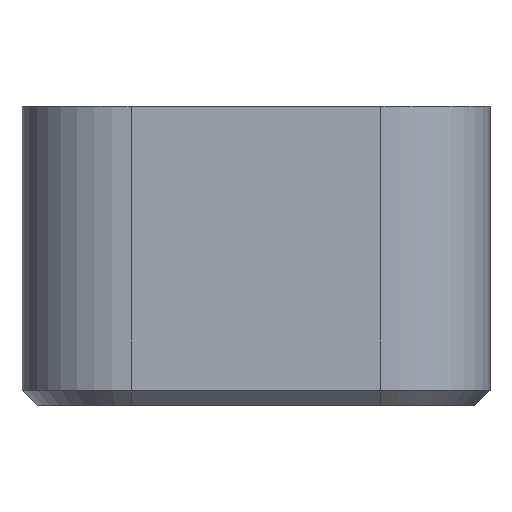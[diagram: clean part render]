
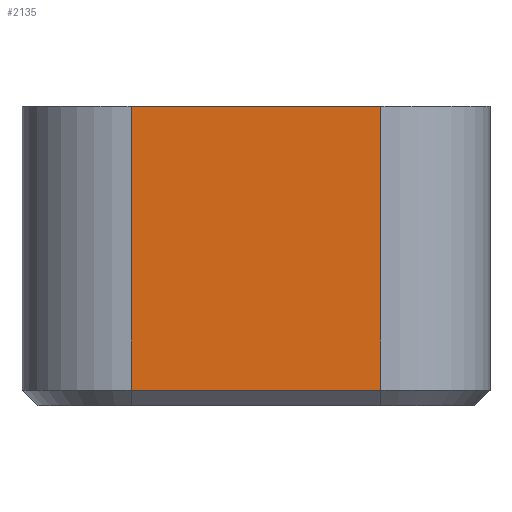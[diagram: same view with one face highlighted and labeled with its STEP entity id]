
A CAD part, left-side view. The second image highlights one B-rep face of the part: STEP entity #2135.
In plain terms, the highlighted planar face has unit normal (-1, 0, 0).
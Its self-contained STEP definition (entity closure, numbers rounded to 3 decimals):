
#128 = PLANE('',#129);
#129 = AXIS2_PLACEMENT_3D('',#130,#131,#132);
#130 = CARTESIAN_POINT('',(33.5,-35.,19.2));
#131 = DIRECTION('',(0.,0.,1.));
#132 = DIRECTION('',(1.,0.,0.));
#156 = CYLINDRICAL_SURFACE('',#157,7.);
#157 = AXIS2_PLACEMENT_3D('',#158,#159,#160);
#158 = CARTESIAN_POINT('',(7.,-27.,0.));
#159 = DIRECTION('',(0.,0.,1.));
#160 = DIRECTION('',(-1.,0.,0.));
#920 = VERTEX_POINT('',#921);
#921 = CARTESIAN_POINT('',(0.,-27.,19.2));
#947 = EDGE_CURVE('',#920,#948,#950,.T.);
#948 = VERTEX_POINT('',#949);
#949 = CARTESIAN_POINT('',(0.,-43.,19.2));
#950 = SURFACE_CURVE('',#951,(#955,#962),.PCURVE_S1.);
#951 = LINE('',#952,#953);
#952 = CARTESIAN_POINT('',(0.,-20.,19.2));
#953 = VECTOR('',#954,1.);
#954 = DIRECTION('',(0.,-1.,0.));
#955 = PCURVE('',#128,#956);
#956 = DEFINITIONAL_REPRESENTATION('',(#957),#961);
#957 = LINE('',#958,#959);
#958 = CARTESIAN_POINT('',(-33.5,15.));
#959 = VECTOR('',#960,1.);
#960 = DIRECTION('',(0.,-1.));
#961 = ( GEOMETRIC_REPRESENTATION_CONTEXT(2) 
PARAMETRIC_REPRESENTATION_CONTEXT() REPRESENTATION_CONTEXT('2D SPACE',''
  ) );
#962 = PCURVE('',#963,#968);
#963 = PLANE('',#964);
#964 = AXIS2_PLACEMENT_3D('',#965,#966,#967);
#965 = CARTESIAN_POINT('',(0.,-20.,0.));
#966 = DIRECTION('',(1.,0.,0.));
#967 = DIRECTION('',(0.,-1.,0.));
#968 = DEFINITIONAL_REPRESENTATION('',(#969),#973);
#969 = LINE('',#970,#971);
#970 = CARTESIAN_POINT('',(0.,-19.2));
#971 = VECTOR('',#972,1.);
#972 = DIRECTION('',(1.,0.));
#973 = ( GEOMETRIC_REPRESENTATION_CONTEXT(2) 
PARAMETRIC_REPRESENTATION_CONTEXT() REPRESENTATION_CONTEXT('2D SPACE',''
  ) );
#996 = CYLINDRICAL_SURFACE('',#997,7.);
#997 = AXIS2_PLACEMENT_3D('',#998,#999,#1000);
#998 = CARTESIAN_POINT('',(7.,-43.,0.));
#999 = DIRECTION('',(0.,0.,1.));
#1000 = DIRECTION('',(0.,-1.,0.));
#1144 = EDGE_CURVE('',#1145,#920,#1147,.T.);
#1145 = VERTEX_POINT('',#1146);
#1146 = CARTESIAN_POINT('',(0.,-27.,1.));
#1147 = SURFACE_CURVE('',#1148,(#1152,#1159),.PCURVE_S1.);
#1148 = LINE('',#1149,#1150);
#1149 = CARTESIAN_POINT('',(0.,-27.,0.));
#1150 = VECTOR('',#1151,1.);
#1151 = DIRECTION('',(0.,0.,1.));
#1152 = PCURVE('',#156,#1153);
#1153 = DEFINITIONAL_REPRESENTATION('',(#1154),#1158);
#1154 = LINE('',#1155,#1156);
#1155 = CARTESIAN_POINT('',(-0.,0.));
#1156 = VECTOR('',#1157,1.);
#1157 = DIRECTION('',(-0.,1.));
#1158 = ( GEOMETRIC_REPRESENTATION_CONTEXT(2) 
PARAMETRIC_REPRESENTATION_CONTEXT() REPRESENTATION_CONTEXT('2D SPACE',''
  ) );
#1159 = PCURVE('',#963,#1160);
#1160 = DEFINITIONAL_REPRESENTATION('',(#1161),#1165);
#1161 = LINE('',#1162,#1163);
#1162 = CARTESIAN_POINT('',(7.,0.));
#1163 = VECTOR('',#1164,1.);
#1164 = DIRECTION('',(0.,-1.));
#1165 = ( GEOMETRIC_REPRESENTATION_CONTEXT(2) 
PARAMETRIC_REPRESENTATION_CONTEXT() REPRESENTATION_CONTEXT('2D SPACE',''
  ) );
#1266 = PLANE('',#1267);
#1267 = AXIS2_PLACEMENT_3D('',#1268,#1269,#1270);
#1268 = CARTESIAN_POINT('',(0.5,-27.,0.5));
#1269 = DIRECTION('',(-0.707,0.,-0.707));
#1270 = DIRECTION('',(0.,1.,0.));
#2135 = ADVANCED_FACE('',(#2136),#963,.F.);
#2136 = FACE_BOUND('',#2137,.F.);
#2137 = EDGE_LOOP('',(#2138,#2139,#2140,#2163));
#2138 = ORIENTED_EDGE('',*,*,#1144,.T.);
#2139 = ORIENTED_EDGE('',*,*,#947,.T.);
#2140 = ORIENTED_EDGE('',*,*,#2141,.F.);
#2141 = EDGE_CURVE('',#2142,#948,#2144,.T.);
#2142 = VERTEX_POINT('',#2143);
#2143 = CARTESIAN_POINT('',(0.,-43.,1.));
#2144 = SURFACE_CURVE('',#2145,(#2149,#2156),.PCURVE_S1.);
#2145 = LINE('',#2146,#2147);
#2146 = CARTESIAN_POINT('',(0.,-43.,0.));
#2147 = VECTOR('',#2148,1.);
#2148 = DIRECTION('',(0.,0.,1.));
#2149 = PCURVE('',#963,#2150);
#2150 = DEFINITIONAL_REPRESENTATION('',(#2151),#2155);
#2151 = LINE('',#2152,#2153);
#2152 = CARTESIAN_POINT('',(23.,0.));
#2153 = VECTOR('',#2154,1.);
#2154 = DIRECTION('',(0.,-1.));
#2155 = ( GEOMETRIC_REPRESENTATION_CONTEXT(2) 
PARAMETRIC_REPRESENTATION_CONTEXT() REPRESENTATION_CONTEXT('2D SPACE',''
  ) );
#2156 = PCURVE('',#996,#2157);
#2157 = DEFINITIONAL_REPRESENTATION('',(#2158),#2162);
#2158 = LINE('',#2159,#2160);
#2159 = CARTESIAN_POINT('',(-1.571,0.));
#2160 = VECTOR('',#2161,1.);
#2161 = DIRECTION('',(-0.,1.));
#2162 = ( GEOMETRIC_REPRESENTATION_CONTEXT(2) 
PARAMETRIC_REPRESENTATION_CONTEXT() REPRESENTATION_CONTEXT('2D SPACE',''
  ) );
#2163 = ORIENTED_EDGE('',*,*,#2164,.F.);
#2164 = EDGE_CURVE('',#1145,#2142,#2165,.T.);
#2165 = SURFACE_CURVE('',#2166,(#2170,#2177),.PCURVE_S1.);
#2166 = LINE('',#2167,#2168);
#2167 = CARTESIAN_POINT('',(0.,-27.,1.));
#2168 = VECTOR('',#2169,1.);
#2169 = DIRECTION('',(0.,-1.,0.));
#2170 = PCURVE('',#963,#2171);
#2171 = DEFINITIONAL_REPRESENTATION('',(#2172),#2176);
#2172 = LINE('',#2173,#2174);
#2173 = CARTESIAN_POINT('',(7.,-1.));
#2174 = VECTOR('',#2175,1.);
#2175 = DIRECTION('',(1.,0.));
#2176 = ( GEOMETRIC_REPRESENTATION_CONTEXT(2) 
PARAMETRIC_REPRESENTATION_CONTEXT() REPRESENTATION_CONTEXT('2D SPACE',''
  ) );
#2177 = PCURVE('',#1266,#2178);
#2178 = DEFINITIONAL_REPRESENTATION('',(#2179),#2183);
#2179 = LINE('',#2180,#2181);
#2180 = CARTESIAN_POINT('',(-0.,-0.707));
#2181 = VECTOR('',#2182,1.);
#2182 = DIRECTION('',(-1.,0.));
#2183 = ( GEOMETRIC_REPRESENTATION_CONTEXT(2) 
PARAMETRIC_REPRESENTATION_CONTEXT() REPRESENTATION_CONTEXT('2D SPACE',''
  ) );
